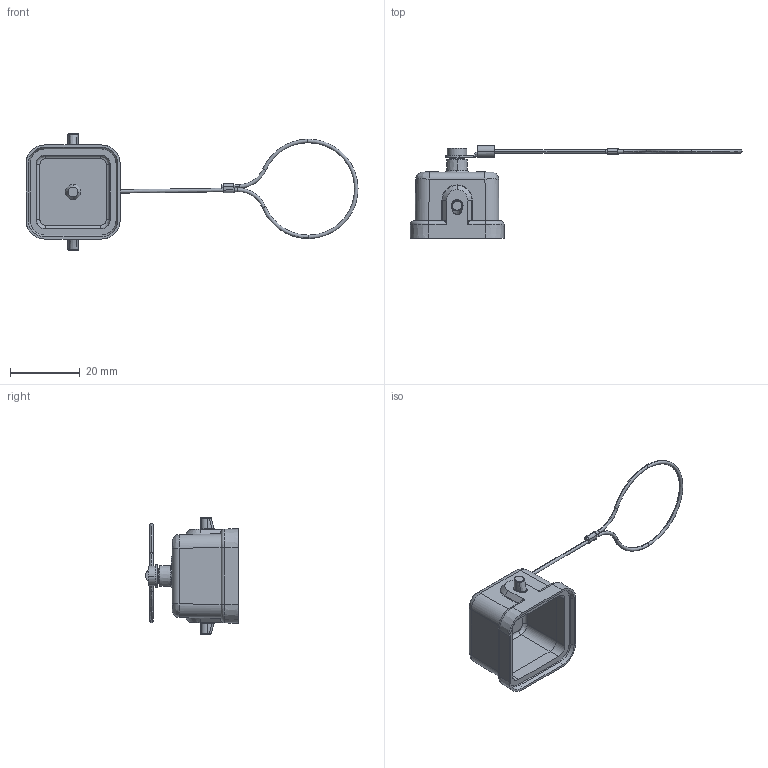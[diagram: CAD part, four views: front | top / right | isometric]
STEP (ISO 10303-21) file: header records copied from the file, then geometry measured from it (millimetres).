
FILE_DESCRIPTION((''),'2;1');
FILE_NAME('H3A-MCV-2B_1F_V1_0','2023-12-14T',('lj.zou'),(''),'PRO/ENGINEER BY PARAMETRIC TECHNOLOGY CORPORATION, 2012480','PRO/ENGINEER BY PARAMETRIC TECHNOLOGY CORPORATION, 2012480','');
FILE_SCHEMA(('CONFIG_CONTROL_DESIGN'));
Length unit declared in the file: millimetre
Products named in the file (1): H3A-MCV-2B_1F_V1_0
Bounding box: 95.2 x 26.65 x 33.5 mm (x, y, z)
Volume: 3808.8 mm3; surface area: 5243.9 mm2
Topology: 1 solids, 2 shells, 261 faces, 643 edges, 404 vertices
Faces by surface type: plane 94, cylinder 79, bspline 48, cone 19, torus 18, sphere 3
Entity records: 10142 total; most frequent: CARTESIAN_POINT 4127, ORIENTED_EDGE 1286, DIRECTION 1175, EDGE_CURVE 643, AXIS2_PLACEMENT_3D 433, VERTEX_POINT 405, VECTOR 309, LINE 309
